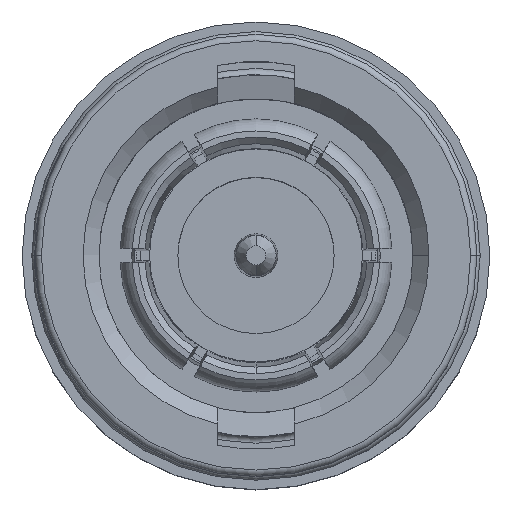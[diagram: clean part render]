
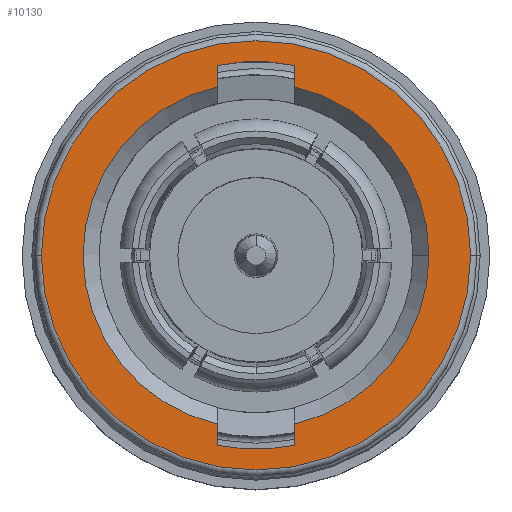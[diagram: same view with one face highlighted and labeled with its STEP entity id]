
A CAD part, top view. The second image highlights one B-rep face of the part: STEP entity #10130.
In plain terms, the highlighted planar face has unit normal (0, 0, 1).
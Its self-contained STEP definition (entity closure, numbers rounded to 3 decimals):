
#111 = DIRECTION ( 'NONE',  ( 0., 0., 1. ) ) ;
#135 = DIRECTION ( 'NONE',  ( -1., 0., 0. ) ) ;
#301 = EDGE_CURVE ( 'NONE', #10071, #9980, #7645, .T. ) ;
#484 = DIRECTION ( 'NONE',  ( 1., 0., 0. ) ) ;
#538 = AXIS2_PLACEMENT_3D ( 'NONE', #17402, #8936, #484 ) ;
#582 = ORIENTED_EDGE ( 'NONE', *, *, #14357, .T. ) ;
#669 = VECTOR ( 'NONE', #1288, 1000. ) ;
#938 = CARTESIAN_POINT ( 'NONE',  ( 5.4, 0., 0.85 ) ) ;
#1288 = DIRECTION ( 'NONE',  ( 0., 1., 0. ) ) ;
#1357 = DIRECTION ( 'NONE',  ( 0., 0., 1. ) ) ;
#1487 = AXIS2_PLACEMENT_3D ( 'NONE', #3265, #13104, #4711 ) ;
#1781 = CIRCLE ( 'NONE', #1487, 5.4 ) ;
#1950 = AXIS2_PLACEMENT_3D ( 'NONE', #17035, #8575, #135 ) ;
#2279 = VERTEX_POINT ( 'NONE', #3338 ) ;
#2334 = CARTESIAN_POINT ( 'NONE',  ( 1.2, 5.93, 0.85 ) ) ;
#2420 = LINE ( 'NONE', #9006, #9480 ) ;
#2553 = CIRCLE ( 'NONE', #14645, 6.7 ) ;
#2585 = CIRCLE ( 'NONE', #16577, 6.05 ) ;
#2881 = CARTESIAN_POINT ( 'NONE',  ( 6.7, 0., 0.85 ) ) ;
#2924 = AXIS2_PLACEMENT_3D ( 'NONE', #7383, #14370, #5968 ) ;
#2945 = EDGE_CURVE ( 'NONE', #4469, #10071, #16511, .T. ) ;
#3095 = ORIENTED_EDGE ( 'NONE', *, *, #6998, .F. ) ;
#3136 = VERTEX_POINT ( 'NONE', #8598 ) ;
#3265 = CARTESIAN_POINT ( 'NONE',  ( 0., 0., 0.85 ) ) ;
#3338 = CARTESIAN_POINT ( 'NONE',  ( -1.2, 5.265, 0.85 ) ) ;
#3799 = CARTESIAN_POINT ( 'NONE',  ( 1.2, -4.751, 0.85 ) ) ;
#3867 = AXIS2_PLACEMENT_3D ( 'NONE', #16561, #8126, #17983 ) ;
#4070 = VERTEX_POINT ( 'NONE', #5623 ) ;
#4134 = EDGE_LOOP ( 'NONE', ( #6348, #9040, #18289, #4710, #7983, #3095, #14860, #12606, #17962 ) ) ;
#4436 = EDGE_CURVE ( 'NONE', #14848, #3136, #10014, .T. ) ;
#4469 = VERTEX_POINT ( 'NONE', #7287 ) ;
#4710 = ORIENTED_EDGE ( 'NONE', *, *, #301, .F. ) ;
#4711 = DIRECTION ( 'NONE',  ( 1., 0., 0. ) ) ;
#5171 = FACE_BOUND ( 'NONE', #4134, .T. ) ;
#5222 = CARTESIAN_POINT ( 'NONE',  ( -1.2, 5.93, 0.85 ) ) ;
#5588 = VERTEX_POINT ( 'NONE', #13721 ) ;
#5623 = CARTESIAN_POINT ( 'NONE',  ( 1.2, 5.265, 0.85 ) ) ;
#5968 = DIRECTION ( 'NONE',  ( 1., 0., 0. ) ) ;
#6348 = ORIENTED_EDGE ( 'NONE', *, *, #16618, .F. ) ;
#6373 = AXIS2_PLACEMENT_3D ( 'NONE', #8559, #111, #9968 ) ;
#6710 = EDGE_LOOP ( 'NONE', ( #582, #9568 ) ) ;
#6998 = EDGE_CURVE ( 'NONE', #5588, #4469, #2585, .T. ) ;
#7077 = DIRECTION ( 'NONE',  ( 0., 0., 1. ) ) ;
#7287 = CARTESIAN_POINT ( 'NONE',  ( 1.2, -5.93, 0.85 ) ) ;
#7383 = CARTESIAN_POINT ( 'NONE',  ( 0., 0., 0.85 ) ) ;
#7522 = CIRCLE ( 'NONE', #3867, 6.05 ) ;
#7645 = CIRCLE ( 'NONE', #2924, 5.4 ) ;
#7983 = ORIENTED_EDGE ( 'NONE', *, *, #2945, .F. ) ;
#8105 = CARTESIAN_POINT ( 'NONE',  ( -1.2, -5.265, 0.85 ) ) ;
#8126 = DIRECTION ( 'NONE',  ( 0., 0., 1. ) ) ;
#8473 = EDGE_CURVE ( 'NONE', #8531, #2279, #17283, .T. ) ;
#8531 = VERTEX_POINT ( 'NONE', #5222 ) ;
#8559 = CARTESIAN_POINT ( 'NONE',  ( 0., 0., 0.85 ) ) ;
#8575 = DIRECTION ( 'NONE',  ( 0., 0., -1. ) ) ;
#8598 = CARTESIAN_POINT ( 'NONE',  ( -6.7, 0., 0.85 ) ) ;
#8936 = DIRECTION ( 'NONE',  ( 0., 0., 1. ) ) ;
#9006 = CARTESIAN_POINT ( 'NONE',  ( -1.2, -4.751, 0.85 ) ) ;
#9040 = ORIENTED_EDGE ( 'NONE', *, *, #16285, .F. ) ;
#9274 = CIRCLE ( 'NONE', #538, 5.4 ) ;
#9480 = VECTOR ( 'NONE', #13171, 1000. ) ;
#9568 = ORIENTED_EDGE ( 'NONE', *, *, #4436, .T. ) ;
#9771 = VECTOR ( 'NONE', #14943, 1000. ) ;
#9805 = CARTESIAN_POINT ( 'NONE',  ( 0., 0., 0.85 ) ) ;
#9968 = DIRECTION ( 'NONE',  ( -1., 0., 0. ) ) ;
#9980 = VERTEX_POINT ( 'NONE', #938 ) ;
#10014 = CIRCLE ( 'NONE', #6373, 6.7 ) ;
#10071 = VERTEX_POINT ( 'NONE', #11164 ) ;
#10130 = ADVANCED_FACE ( 'NONE', ( #5171, #15969 ), #11341, .F. ) ;
#11164 = CARTESIAN_POINT ( 'NONE',  ( 1.2, -5.265, 0.85 ) ) ;
#11208 = DIRECTION ( 'NONE',  ( -1., 0., 0. ) ) ;
#11341 = PLANE ( 'NONE',  #1950 ) ;
#11561 = VERTEX_POINT ( 'NONE', #8105 ) ;
#11900 = LINE ( 'NONE', #18186, #669 ) ;
#11921 = EDGE_CURVE ( 'NONE', #11561, #5588, #2420, .T. ) ;
#12606 = ORIENTED_EDGE ( 'NONE', *, *, #15964, .F. ) ;
#13104 = DIRECTION ( 'NONE',  ( 0., 0., 1. ) ) ;
#13171 = DIRECTION ( 'NONE',  ( 0., -1., 0. ) ) ;
#13721 = CARTESIAN_POINT ( 'NONE',  ( -1.2, -5.93, 0.85 ) ) ;
#14357 = EDGE_CURVE ( 'NONE', #3136, #14848, #2553, .T. ) ;
#14370 = DIRECTION ( 'NONE',  ( 0., 0., 1. ) ) ;
#14645 = AXIS2_PLACEMENT_3D ( 'NONE', #9805, #1357, #11208 ) ;
#14796 = VERTEX_POINT ( 'NONE', #2334 ) ;
#14848 = VERTEX_POINT ( 'NONE', #2881 ) ;
#14860 = ORIENTED_EDGE ( 'NONE', *, *, #11921, .F. ) ;
#14943 = DIRECTION ( 'NONE',  ( 0., -1., 0. ) ) ;
#15077 = DIRECTION ( 'NONE',  ( 0., 1., 0. ) ) ;
#15497 = CARTESIAN_POINT ( 'NONE',  ( 0., 0., 0.85 ) ) ;
#15940 = EDGE_CURVE ( 'NONE', #9980, #4070, #1781, .T. ) ;
#15964 = EDGE_CURVE ( 'NONE', #2279, #11561, #9274, .T. ) ;
#15969 = FACE_OUTER_BOUND ( 'NONE', #6710, .T. ) ;
#16285 = EDGE_CURVE ( 'NONE', #4070, #14796, #11900, .T. ) ;
#16302 = CARTESIAN_POINT ( 'NONE',  ( -1.2, 4.751, 0.85 ) ) ;
#16511 = LINE ( 'NONE', #3799, #16953 ) ;
#16561 = CARTESIAN_POINT ( 'NONE',  ( 0., 0., 0.85 ) ) ;
#16577 = AXIS2_PLACEMENT_3D ( 'NONE', #15497, #7077, #16934 ) ;
#16618 = EDGE_CURVE ( 'NONE', #14796, #8531, #7522, .T. ) ;
#16934 = DIRECTION ( 'NONE',  ( 1., 0., 0. ) ) ;
#16953 = VECTOR ( 'NONE', #15077, 1000. ) ;
#17035 = CARTESIAN_POINT ( 'NONE',  ( 0., 0., 0.85 ) ) ;
#17283 = LINE ( 'NONE', #16302, #9771 ) ;
#17402 = CARTESIAN_POINT ( 'NONE',  ( 0., 0., 0.85 ) ) ;
#17962 = ORIENTED_EDGE ( 'NONE', *, *, #8473, .F. ) ;
#17983 = DIRECTION ( 'NONE',  ( -1., 0., 0. ) ) ;
#18186 = CARTESIAN_POINT ( 'NONE',  ( 1.2, 4.751, 0.85 ) ) ;
#18289 = ORIENTED_EDGE ( 'NONE', *, *, #15940, .F. ) ;
